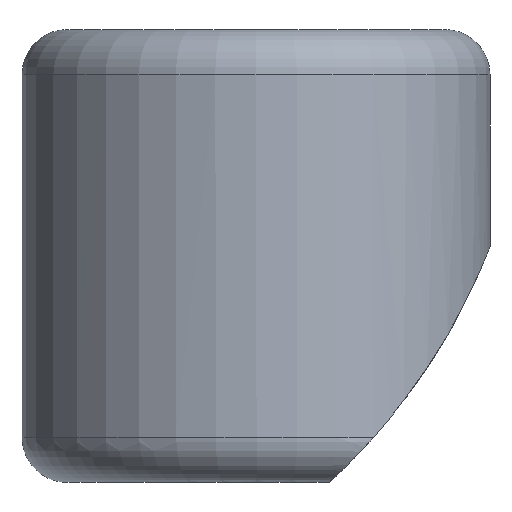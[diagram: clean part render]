
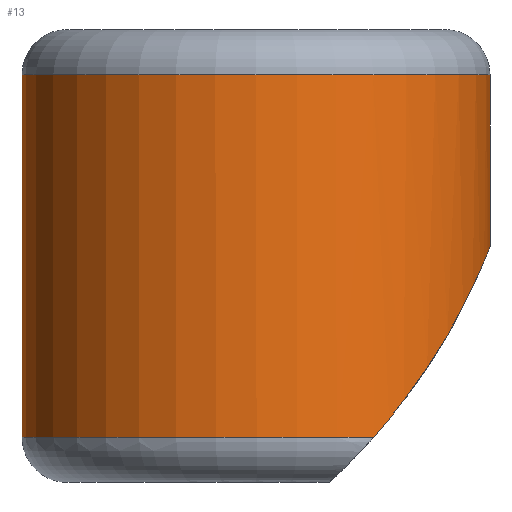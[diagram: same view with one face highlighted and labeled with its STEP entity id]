
A CAD part, front view. The second image highlights one B-rep face of the part: STEP entity #13.
In plain terms, the highlighted cylindrical face has radius 15.5 mm (diameter 31 mm), a partial arc.
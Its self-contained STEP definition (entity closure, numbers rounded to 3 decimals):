
#7 = DIRECTION ( 'NONE',  ( 0., 0., -1. ) ) ;
#12 = EDGE_LOOP ( 'NONE', ( #37, #281, #275, #279, #229 ) ) ;
#13 = ADVANCED_FACE ( 'NONE', ( #171 ), #289, .T. ) ;
#17 = CIRCLE ( 'NONE', #215, 15.5 ) ;
#19 = CARTESIAN_POINT ( 'NONE',  ( 15.5, 0., 15.637 ) ) ;
#20 = CARTESIAN_POINT ( 'NONE',  ( 12.72, -8.879, 9.814 ) ) ;
#21 = AXIS2_PLACEMENT_3D ( 'NONE', #267, #167, #121 ) ;
#24 = CARTESIAN_POINT ( 'NONE',  ( 15.223, -2.947, 14.94 ) ) ;
#29 = VECTOR ( 'NONE', #7, 1000. ) ;
#33 = VERTEX_POINT ( 'NONE', #145 ) ;
#37 = ORIENTED_EDGE ( 'NONE', *, *, #100, .F. ) ;
#42 = CARTESIAN_POINT ( 'NONE',  ( 14.273, -6.08, 12.775 ) ) ;
#47 = DIRECTION ( 'NONE',  ( 0., 0., -1. ) ) ;
#51 = EDGE_CURVE ( 'NONE', #85, #164, #91, .T. ) ;
#58 = CARTESIAN_POINT ( 'NONE',  ( 0., 0., 27. ) ) ;
#65 = CARTESIAN_POINT ( 'NONE',  ( 12.36, -9.373, 9.2 ) ) ;
#69 = CARTESIAN_POINT ( 'NONE',  ( 11.177, -10.756, 7.343 ) ) ;
#70 = CARTESIAN_POINT ( 'NONE',  ( 14.959, -4.077, 14.308 ) ) ;
#75 = CARTESIAN_POINT ( 'NONE',  ( 15.5, 0., 15.637 ) ) ;
#85 = VERTEX_POINT ( 'NONE', #75 ) ;
#87 = VERTEX_POINT ( 'NONE', #269 ) ;
#90 = CARTESIAN_POINT ( 'NONE',  ( 9.834, -11.996, 5.47 ) ) ;
#91 = B_SPLINE_CURVE_WITH_KNOTS ( 'NONE', 3,
 ( #19, #165, #311, #196, #242, #24, #141, #70, #194, #291, #42, #238, #195, #20, #65, #236, #69, #96, #90, #122, #144, #169 ),
 .UNSPECIFIED., .F., .F.,
 ( 4, 2, 2, 2, 2, 2, 2, 2, 2, 2, 4 ),
 ( 0.021, 0.022, 0.023, 0.025, 0.026, 0.029, 0.031, 0.034, 0.036, 0.039, 0.042 ),
 .UNSPECIFIED. ) ;
#96 = CARTESIAN_POINT ( 'NONE',  ( 10.301, -11.598, 6.096 ) ) ;
#100 = EDGE_CURVE ( 'NONE', #111, #85, #320, .T. ) ;
#105 = DIRECTION ( 'NONE',  ( 0., 0., -1. ) ) ;
#111 = VERTEX_POINT ( 'NONE', #176 ) ;
#121 = DIRECTION ( 'NONE',  ( -1., 0., 0. ) ) ;
#122 = CARTESIAN_POINT ( 'NONE',  ( 8.852, -12.739, 4.227 ) ) ;
#141 = CARTESIAN_POINT ( 'NONE',  ( 15.142, -3.334, 14.743 ) ) ;
#144 = CARTESIAN_POINT ( 'NONE',  ( 8.336, -13.083, 3.611 ) ) ;
#145 = CARTESIAN_POINT ( 'NONE',  ( -15.5, 0., 27. ) ) ;
#146 = VECTOR ( 'NONE', #47, 1000. ) ;
#150 = CARTESIAN_POINT ( 'NONE',  ( 15.5, 0., 30. ) ) ;
#151 = CARTESIAN_POINT ( 'NONE',  ( 7.793, -13.399, 3. ) ) ;
#160 = DIRECTION ( 'NONE',  ( 1., 0., 0. ) ) ;
#163 = CARTESIAN_POINT ( 'NONE',  ( -15.5, 0., 30. ) ) ;
#164 = VERTEX_POINT ( 'NONE', #151 ) ;
#165 = CARTESIAN_POINT ( 'NONE',  ( 15.5, -0.437, 15.637 ) ) ;
#167 = DIRECTION ( 'NONE',  ( 0., 0., -1. ) ) ;
#169 = CARTESIAN_POINT ( 'NONE',  ( 7.793, -13.399, 3. ) ) ;
#171 = FACE_OUTER_BOUND ( 'NONE', #12, .T. ) ;
#176 = CARTESIAN_POINT ( 'NONE',  ( 15.5, 0., 27. ) ) ;
#194 = CARTESIAN_POINT ( 'NONE',  ( 14.858, -4.43, 14.072 ) ) ;
#195 = CARTESIAN_POINT ( 'NONE',  ( 13.392, -7.829, 11.024 ) ) ;
#196 = CARTESIAN_POINT ( 'NONE',  ( 15.409, -1.735, 15.403 ) ) ;
#205 = DIRECTION ( 'NONE',  ( 0., 0., 1. ) ) ;
#209 = CARTESIAN_POINT ( 'NONE',  ( 0., 0., 3. ) ) ;
#215 = AXIS2_PLACEMENT_3D ( 'NONE', #209, #205, #299 ) ;
#221 = CIRCLE ( 'NONE', #284, 15.5 ) ;
#226 = EDGE_CURVE ( 'NONE', #33, #87, #303, .T. ) ;
#229 = ORIENTED_EDGE ( 'NONE', *, *, #51, .F. ) ;
#236 = CARTESIAN_POINT ( 'NONE',  ( 11.588, -10.312, 7.965 ) ) ;
#238 = CARTESIAN_POINT ( 'NONE',  ( 13.704, -7.273, 11.621 ) ) ;
#242 = CARTESIAN_POINT ( 'NONE',  ( 15.356, -2.148, 15.269 ) ) ;
#258 = EDGE_CURVE ( 'NONE', #111, #33, #221, .T. ) ;
#267 = CARTESIAN_POINT ( 'NONE',  ( 0., 0., 30. ) ) ;
#269 = CARTESIAN_POINT ( 'NONE',  ( -15.5, 0., 3. ) ) ;
#272 = EDGE_CURVE ( 'NONE', #87, #164, #17, .T. ) ;
#275 = ORIENTED_EDGE ( 'NONE', *, *, #226, .T. ) ;
#279 = ORIENTED_EDGE ( 'NONE', *, *, #272, .T. ) ;
#281 = ORIENTED_EDGE ( 'NONE', *, *, #258, .T. ) ;
#284 = AXIS2_PLACEMENT_3D ( 'NONE', #58, #105, #160 ) ;
#289 = CYLINDRICAL_SURFACE ( 'NONE', #21, 15.5 ) ;
#291 = CARTESIAN_POINT ( 'NONE',  ( 14.527, -5.451, 13.325 ) ) ;
#299 = DIRECTION ( 'NONE',  ( 1., 0., 0. ) ) ;
#303 = LINE ( 'NONE', #163, #29 ) ;
#311 = CARTESIAN_POINT ( 'NONE',  ( 15.482, -0.871, 15.589 ) ) ;
#320 = LINE ( 'NONE', #150, #146 ) ;
